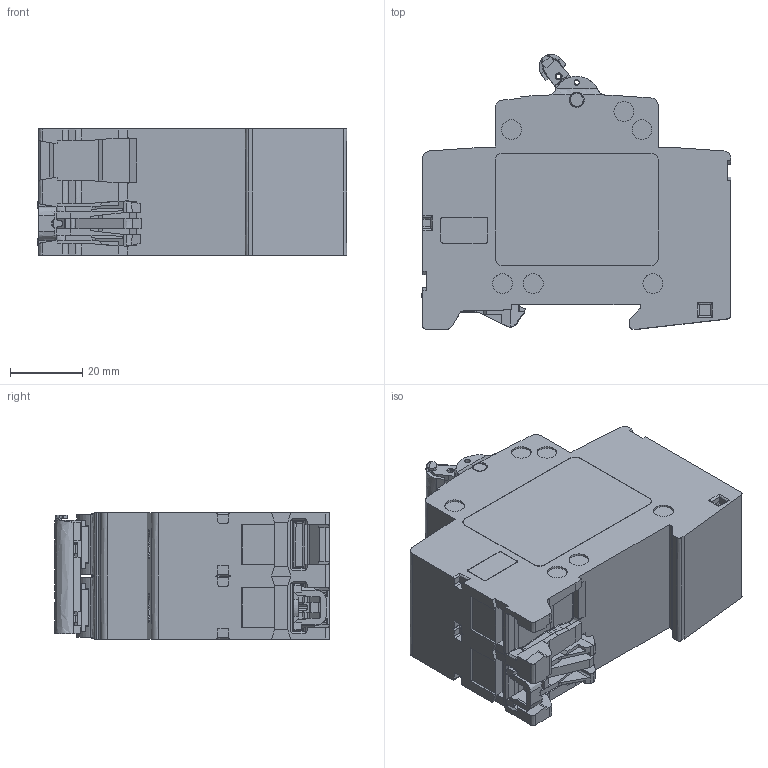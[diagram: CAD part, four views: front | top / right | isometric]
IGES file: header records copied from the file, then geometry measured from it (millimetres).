
Start section:  PTC IGES file: 2cde282001.igs
Global section: file name: 2cde282001.igs; native system: Creo Elements/Pro by Parametric Technology Corporation; preprocessor: 2011310; author: DEU121941; organization: Unknown; date: 20140103.123349; units: millimetre
Bounding box: 85.4 x 75.83 x 34.8 mm (x, y, z)
Volume: 155223.7 mm3; surface area: 28361.9 mm2
Topology: 1 solids, 9 shells, 1460 faces, 3930 edges, 2521 vertices
Faces by surface type: bspline 1460
